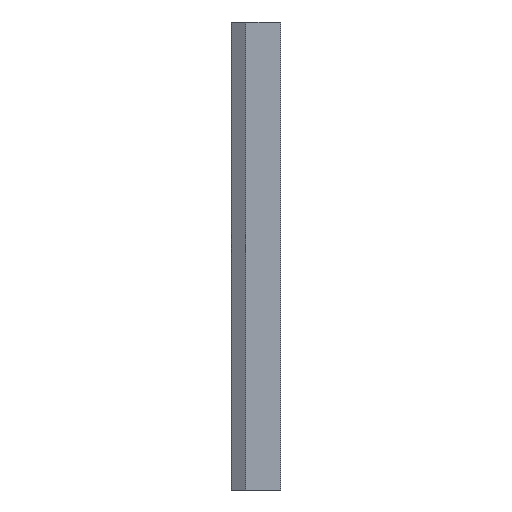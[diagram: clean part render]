
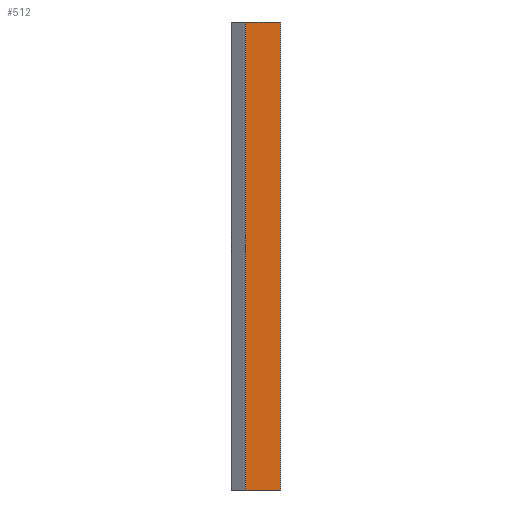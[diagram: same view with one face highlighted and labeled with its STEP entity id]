
A CAD part, left-side view. The second image highlights one B-rep face of the part: STEP entity #512.
In plain terms, the highlighted planar face has unit normal (-1, 0, 0).
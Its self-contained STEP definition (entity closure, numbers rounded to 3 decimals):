
#15 = EDGE_CURVE ( 'NONE', #502, #181, #270, .T. ) ;
#36 = EDGE_CURVE ( 'NONE', #362, #181, #140, .T. ) ;
#39 = CARTESIAN_POINT ( 'NONE',  ( 0., 1.727, 1000. ) ) ;
#43 = ORIENTED_EDGE ( 'NONE', *, *, #15, .F. ) ;
#52 = VECTOR ( 'NONE', #174, 1000. ) ;
#69 = FACE_OUTER_BOUND ( 'NONE', #130, .T. ) ;
#93 = CARTESIAN_POINT ( 'NONE',  ( 0., 75.519, 0. ) ) ;
#117 = CARTESIAN_POINT ( 'NONE',  ( 0., 1.727, 1000. ) ) ;
#129 = EDGE_CURVE ( 'NONE', #170, #362, #573, .T. ) ;
#130 = EDGE_LOOP ( 'NONE', ( #533, #43, #330, #293 ) ) ;
#140 = LINE ( 'NONE', #282, #52 ) ;
#157 = VECTOR ( 'NONE', #164, 1000. ) ;
#164 = DIRECTION ( 'NONE',  ( 0., -1., 0. ) ) ;
#170 = VERTEX_POINT ( 'NONE', #582 ) ;
#174 = DIRECTION ( 'NONE',  ( 0., -1., 0. ) ) ;
#181 = VERTEX_POINT ( 'NONE', #264 ) ;
#199 = CARTESIAN_POINT ( 'NONE',  ( 0., 75.519, 1000. ) ) ;
#221 = CARTESIAN_POINT ( 'NONE',  ( 0., 1.727, 1000. ) ) ;
#240 = EDGE_CURVE ( 'NONE', #170, #502, #310, .T. ) ;
#264 = CARTESIAN_POINT ( 'NONE',  ( 0., 1.727, 0. ) ) ;
#270 = LINE ( 'NONE', #39, #555 ) ;
#282 = CARTESIAN_POINT ( 'NONE',  ( 0., 1.727, 0. ) ) ;
#286 = DIRECTION ( 'NONE',  ( 0., 0., -1. ) ) ;
#293 = ORIENTED_EDGE ( 'NONE', *, *, #129, .T. ) ;
#310 = LINE ( 'NONE', #221, #157 ) ;
#319 = PLANE ( 'NONE',  #386 ) ;
#330 = ORIENTED_EDGE ( 'NONE', *, *, #240, .F. ) ;
#331 = DIRECTION ( 'NONE',  ( 0., 0., -1. ) ) ;
#362 = VERTEX_POINT ( 'NONE', #93 ) ;
#386 = AXIS2_PLACEMENT_3D ( 'NONE', #556, #448, #397 ) ;
#397 = DIRECTION ( 'NONE',  ( 0., 0., -1. ) ) ;
#448 = DIRECTION ( 'NONE',  ( 1., 0., 0. ) ) ;
#502 = VERTEX_POINT ( 'NONE', #117 ) ;
#512 = ADVANCED_FACE ( 'NONE', ( #69 ), #319, .F. ) ;
#533 = ORIENTED_EDGE ( 'NONE', *, *, #36, .T. ) ;
#555 = VECTOR ( 'NONE', #331, 1000. ) ;
#556 = CARTESIAN_POINT ( 'NONE',  ( 0., 1.727, 1000. ) ) ;
#573 = LINE ( 'NONE', #199, #617 ) ;
#582 = CARTESIAN_POINT ( 'NONE',  ( 0., 75.519, 1000. ) ) ;
#617 = VECTOR ( 'NONE', #286, 1000. ) ;
